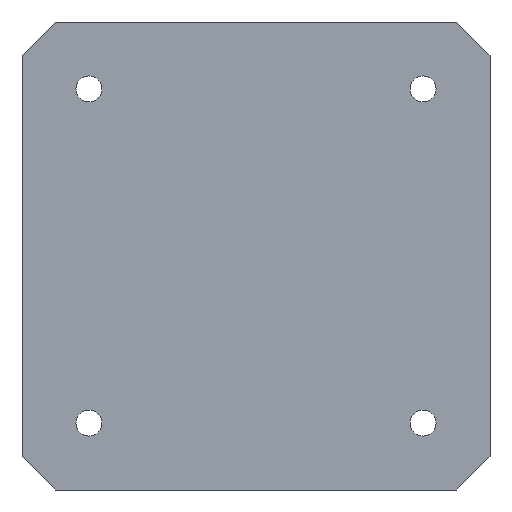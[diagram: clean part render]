
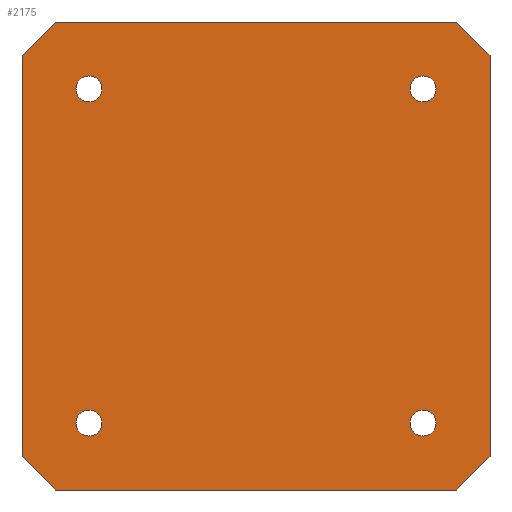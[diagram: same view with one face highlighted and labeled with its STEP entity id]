
A CAD part, front view. The second image highlights one B-rep face of the part: STEP entity #2175.
In plain terms, the highlighted planar face has unit normal (0, -1, 0).
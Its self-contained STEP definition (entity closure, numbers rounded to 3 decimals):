
#233=FACE_BOUND('',#427,.T.);
#234=FACE_BOUND('',#428,.T.);
#235=FACE_BOUND('',#429,.T.);
#236=FACE_BOUND('',#430,.T.);
#247=CIRCLE('',#2349,1.55);
#248=CIRCLE('',#2350,1.55);
#249=CIRCLE('',#2351,1.55);
#250=CIRCLE('',#2352,1.55);
#287=FACE_OUTER_BOUND('',#426,.T.);
#426=EDGE_LOOP('',(#1514,#1515,#1516,#1517,#1518,#1519,#1520,#1521));
#427=EDGE_LOOP('',(#1522));
#428=EDGE_LOOP('',(#1523));
#429=EDGE_LOOP('',(#1524));
#430=EDGE_LOOP('',(#1525));
#582=LINE('',#2880,#759);
#585=LINE('',#2885,#762);
#587=LINE('',#2889,#764);
#589=LINE('',#2893,#766);
#591=LINE('',#2906,#768);
#592=LINE('',#2909,#769);
#593=LINE('',#2911,#770);
#594=LINE('',#2912,#771);
#759=VECTOR('',#2481,10.);
#762=VECTOR('',#2486,10.);
#764=VECTOR('',#2490,10.);
#766=VECTOR('',#2494,10.);
#768=VECTOR('',#2508,10.);
#769=VECTOR('',#2511,10.);
#770=VECTOR('',#2512,10.);
#771=VECTOR('',#2513,10.);
#927=VERTEX_POINT('',#2877);
#928=VERTEX_POINT('',#2879);
#929=VERTEX_POINT('',#2883);
#930=VERTEX_POINT('',#2887);
#931=VERTEX_POINT('',#2891);
#936=VERTEX_POINT('',#2904);
#937=VERTEX_POINT('',#2908);
#938=VERTEX_POINT('',#2910);
#939=VERTEX_POINT('',#2913);
#940=VERTEX_POINT('',#2915);
#941=VERTEX_POINT('',#2917);
#942=VERTEX_POINT('',#2919);
#1150=EDGE_CURVE('',#927,#928,#582,.T.);
#1153=EDGE_CURVE('',#929,#927,#585,.T.);
#1155=EDGE_CURVE('',#930,#929,#587,.T.);
#1157=EDGE_CURVE('',#931,#930,#589,.T.);
#1163=EDGE_CURVE('',#936,#931,#591,.T.);
#1164=EDGE_CURVE('',#937,#936,#592,.T.);
#1165=EDGE_CURVE('',#938,#937,#593,.T.);
#1166=EDGE_CURVE('',#928,#938,#594,.T.);
#1167=EDGE_CURVE('',#939,#939,#247,.T.);
#1168=EDGE_CURVE('',#940,#940,#248,.T.);
#1169=EDGE_CURVE('',#941,#941,#249,.T.);
#1170=EDGE_CURVE('',#942,#942,#250,.T.);
#1514=ORIENTED_EDGE('',*,*,#1163,.F.);
#1515=ORIENTED_EDGE('',*,*,#1164,.F.);
#1516=ORIENTED_EDGE('',*,*,#1165,.F.);
#1517=ORIENTED_EDGE('',*,*,#1166,.F.);
#1518=ORIENTED_EDGE('',*,*,#1150,.F.);
#1519=ORIENTED_EDGE('',*,*,#1153,.F.);
#1520=ORIENTED_EDGE('',*,*,#1155,.F.);
#1521=ORIENTED_EDGE('',*,*,#1157,.F.);
#1522=ORIENTED_EDGE('',*,*,#1167,.F.);
#1523=ORIENTED_EDGE('',*,*,#1168,.F.);
#1524=ORIENTED_EDGE('',*,*,#1169,.F.);
#1525=ORIENTED_EDGE('',*,*,#1170,.F.);
#2114=PLANE('',#2348);
#2175=ADVANCED_FACE('',(#287,#233,#234,#235,#236),#2114,.F.);
#2348=AXIS2_PLACEMENT_3D('',#2907,#2509,#2510);
#2349=AXIS2_PLACEMENT_3D('',#2914,#2514,#2515);
#2350=AXIS2_PLACEMENT_3D('',#2916,#2516,#2517);
#2351=AXIS2_PLACEMENT_3D('',#2918,#2518,#2519);
#2352=AXIS2_PLACEMENT_3D('',#2920,#2520,#2521);
#2481=DIRECTION('',(-0.707,0.,-0.707));
#2486=DIRECTION('',(0.,0.,-1.));
#2490=DIRECTION('',(0.707,0.,-0.707));
#2494=DIRECTION('',(1.,0.,0.));
#2508=DIRECTION('',(0.707,0.,0.707));
#2509=DIRECTION('center_axis',(0.,1.,0.));
#2510=DIRECTION('ref_axis',(0.,0.,1.));
#2511=DIRECTION('',(0.,0.,1.));
#2512=DIRECTION('',(-0.707,0.,0.707));
#2513=DIRECTION('',(-1.,0.,0.));
#2514=DIRECTION('center_axis',(0.,-1.,0.));
#2515=DIRECTION('ref_axis',(1.,0.,0.));
#2516=DIRECTION('center_axis',(0.,-1.,0.));
#2517=DIRECTION('ref_axis',(1.,0.,0.));
#2518=DIRECTION('center_axis',(0.,-1.,0.));
#2519=DIRECTION('ref_axis',(1.,0.,0.));
#2520=DIRECTION('center_axis',(0.,-1.,0.));
#2521=DIRECTION('ref_axis',(1.,0.,0.));
#2877=CARTESIAN_POINT('',(28.,0.,-24.));
#2879=CARTESIAN_POINT('',(24.,0.,-28.));
#2880=CARTESIAN_POINT('',(26.,0.,-26.));
#2883=CARTESIAN_POINT('',(28.,0.,24.));
#2885=CARTESIAN_POINT('',(28.,0.,28.));
#2887=CARTESIAN_POINT('',(24.,0.,28.));
#2889=CARTESIAN_POINT('',(26.,0.,26.));
#2891=CARTESIAN_POINT('',(-24.,0.,28.));
#2893=CARTESIAN_POINT('',(-28.,0.,28.));
#2904=CARTESIAN_POINT('',(-28.,0.,24.));
#2906=CARTESIAN_POINT('',(-26.,0.,26.));
#2907=CARTESIAN_POINT('Origin',(0.,0.,0.));
#2908=CARTESIAN_POINT('',(-28.,0.,-24.));
#2909=CARTESIAN_POINT('',(-28.,0.,-28.));
#2910=CARTESIAN_POINT('',(-24.,0.,-28.));
#2911=CARTESIAN_POINT('',(-26.,0.,-26.));
#2912=CARTESIAN_POINT('',(28.,0.,-28.));
#2913=CARTESIAN_POINT('',(-21.55,0.,20.));
#2914=CARTESIAN_POINT('Origin',(-20.,0.,20.));
#2915=CARTESIAN_POINT('',(-21.55,0.,-20.));
#2916=CARTESIAN_POINT('Origin',(-20.,0.,-20.));
#2917=CARTESIAN_POINT('',(18.45,0.,20.));
#2918=CARTESIAN_POINT('Origin',(20.,0.,20.));
#2919=CARTESIAN_POINT('',(18.45,0.,-20.));
#2920=CARTESIAN_POINT('Origin',(20.,0.,-20.));
